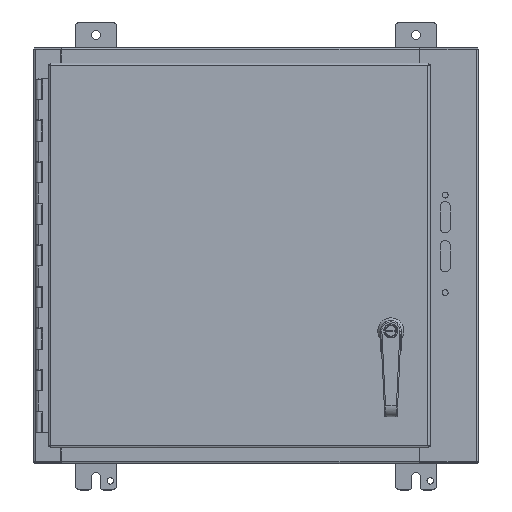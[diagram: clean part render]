
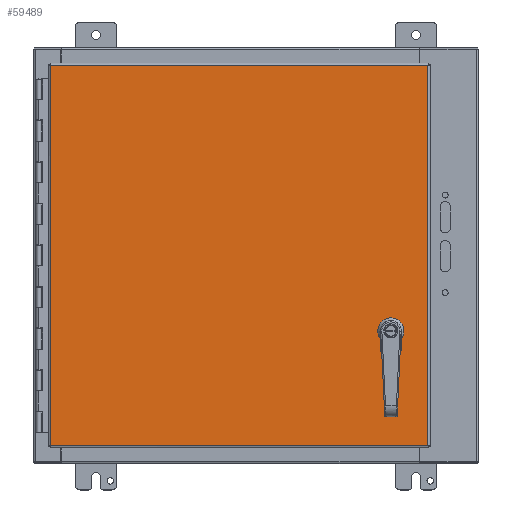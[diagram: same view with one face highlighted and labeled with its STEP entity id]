
A CAD part, top view. The second image highlights one B-rep face of the part: STEP entity #59489.
In plain terms, the highlighted planar face has unit normal (0, 0, 1).
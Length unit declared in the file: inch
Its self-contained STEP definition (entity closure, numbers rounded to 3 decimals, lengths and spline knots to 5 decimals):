
#632 = CIRCLE ( 'NONE', #45945, 0.453 ) ;
#1323 = ORIENTED_EDGE ( 'NONE', *, *, #59506, .T. ) ;
#1479 = EDGE_CURVE ( 'NONE', #15446, #35734, #39952, .T. ) ;
#3627 = VERTEX_POINT ( 'NONE', #45644 ) ;
#6275 = DIRECTION ( 'NONE',  ( 1., 0., 0. ) ) ;
#8258 = DIRECTION ( 'NONE',  ( 0., -1., 0. ) ) ;
#9084 = CARTESIAN_POINT ( 'NONE',  ( 17.57432, 10.0025, 10.875 ) ) ;
#9832 = CARTESIAN_POINT ( 'NONE',  ( 16.9617, 5.9775, 10.875 ) ) ;
#11230 = EDGE_CURVE ( 'NONE', #35734, #20469, #38048, .T. ) ;
#11243 = DIRECTION ( 'NONE',  ( 0., -1., 0. ) ) ;
#12081 = EDGE_LOOP ( 'NONE', ( #47397, #24996, #71604, #49323, #57453, #74274, #16873, #49744 ) ) ;
#12159 = FACE_OUTER_BOUND ( 'NONE', #75186, .T. ) ;
#13263 = CARTESIAN_POINT ( 'NONE',  ( 16.77432, 10.0025, 10.875 ) ) ;
#14693 = AXIS2_PLACEMENT_3D ( 'NONE', #53226, #66525, #41045 ) ;
#15446 = VERTEX_POINT ( 'NONE', #15792 ) ;
#15792 = CARTESIAN_POINT ( 'NONE',  ( 17.38694, 5.9775, 10.875 ) ) ;
#16372 = EDGE_CURVE ( 'NONE', #79472, #19207, #48120, .T. ) ;
#16873 = ORIENTED_EDGE ( 'NONE', *, *, #27269, .T. ) ;
#17662 = VERTEX_POINT ( 'NONE', #21266 ) ;
#18086 = VECTOR ( 'NONE', #8258, 39.37008 ) ;
#18109 = DIRECTION ( 'NONE',  ( -1., 0., 0. ) ) ;
#19028 = CARTESIAN_POINT ( 'NONE',  ( 9.88894, 10.0025, 10.875 ) ) ;
#19207 = VERTEX_POINT ( 'NONE', #42887 ) ;
#20469 = VERTEX_POINT ( 'NONE', #57011 ) ;
#20984 = EDGE_CURVE ( 'NONE', #3627, #79472, #57537, .T. ) ;
#21213 = LINE ( 'NONE', #9084, #18086 ) ;
#21266 = CARTESIAN_POINT ( 'NONE',  ( 17.57432, 6.59012, 10.875 ) ) ;
#21486 = DIRECTION ( 'NONE',  ( 0., 0., -1. ) ) ;
#23872 = DIRECTION ( 'NONE',  ( 0., 0., 1. ) ) ;
#24357 = CARTESIAN_POINT ( 'NONE',  ( 17.57432, 6.16488, 10.875 ) ) ;
#24996 = ORIENTED_EDGE ( 'NONE', *, *, #1479, .T. ) ;
#25615 = CARTESIAN_POINT ( 'NONE',  ( 17.17432, 6.3775, 10.875 ) ) ;
#25899 = CARTESIAN_POINT ( 'NONE',  ( 17.38694, 6.7775, 10.875 ) ) ;
#26104 = CIRCLE ( 'NONE', #59793, 0.453 ) ;
#26322 = EDGE_CURVE ( 'NONE', #58086, #15446, #26104, .T. ) ;
#26508 = CARTESIAN_POINT ( 'NONE',  ( 16.9617, 6.7775, 10.875 ) ) ;
#27269 = EDGE_CURVE ( 'NONE', #44862, #17662, #30012, .T. ) ;
#27794 = CARTESIAN_POINT ( 'NONE',  ( 18.95557, 0.85775, 10.875 ) ) ;
#28004 = AXIS2_PLACEMENT_3D ( 'NONE', #19028, #23872, #55126 ) ;
#29067 = VERTEX_POINT ( 'NONE', #27794 ) ;
#30012 = CIRCLE ( 'NONE', #75191, 0.453 ) ;
#32469 = DIRECTION ( 'NONE',  ( 1., 0., 0. ) ) ;
#32811 = CARTESIAN_POINT ( 'NONE',  ( 0.82232, 19.14725, 10.875 ) ) ;
#33605 = CARTESIAN_POINT ( 'NONE',  ( 16.77432, 6.59012, 10.875 ) ) ;
#33857 = ORIENTED_EDGE ( 'NONE', *, *, #70512, .T. ) ;
#34061 = DIRECTION ( 'NONE',  ( -1., 0., 0. ) ) ;
#34642 = DIRECTION ( 'NONE',  ( -1., 0., 0. ) ) ;
#35734 = VERTEX_POINT ( 'NONE', #9832 ) ;
#37110 = CARTESIAN_POINT ( 'NONE',  ( 9.88894, 0.85775, 10.875 ) ) ;
#38048 = CIRCLE ( 'NONE', #14693, 0.453 ) ;
#38664 = DIRECTION ( 'NONE',  ( 0., 0., -1. ) ) ;
#39952 = LINE ( 'NONE', #52933, #55298 ) ;
#40939 = VECTOR ( 'NONE', #11243, 39.37008 ) ;
#41045 = DIRECTION ( 'NONE',  ( -1., 0., 0. ) ) ;
#42199 = FACE_BOUND ( 'NONE', #12081, .T. ) ;
#42267 = VECTOR ( 'NONE', #74071, 39.37008 ) ;
#42887 = CARTESIAN_POINT ( 'NONE',  ( 0.82232, 0.85775, 10.875 ) ) ;
#43374 = VECTOR ( 'NONE', #6275, 39.37008 ) ;
#44094 = DIRECTION ( 'NONE',  ( 0., 1., 0. ) ) ;
#44862 = VERTEX_POINT ( 'NONE', #25899 ) ;
#45644 = CARTESIAN_POINT ( 'NONE',  ( 18.95557, 19.14725, 10.875 ) ) ;
#45945 = AXIS2_PLACEMENT_3D ( 'NONE', #64050, #21486, #34061 ) ;
#46194 = CARTESIAN_POINT ( 'NONE',  ( 9.88894, 19.14725, 10.875 ) ) ;
#47397 = ORIENTED_EDGE ( 'NONE', *, *, #26322, .T. ) ;
#48120 = LINE ( 'NONE', #72775, #40939 ) ;
#49323 = ORIENTED_EDGE ( 'NONE', *, *, #51214, .T. ) ;
#49463 = CARTESIAN_POINT ( 'NONE',  ( 18.95557, 10.0025, 10.875 ) ) ;
#49744 = ORIENTED_EDGE ( 'NONE', *, *, #65482, .T. ) ;
#51214 = EDGE_CURVE ( 'NONE', #20469, #61221, #63890, .T. ) ;
#52933 = CARTESIAN_POINT ( 'NONE',  ( 9.88894, 5.9775, 10.875 ) ) ;
#53226 = CARTESIAN_POINT ( 'NONE',  ( 17.17432, 6.3775, 10.875 ) ) ;
#54717 = PLANE ( 'NONE',  #28004 ) ;
#55126 = DIRECTION ( 'NONE',  ( 1., 0., 0. ) ) ;
#55298 = VECTOR ( 'NONE', #34642, 39.37008 ) ;
#56928 = VECTOR ( 'NONE', #32469, 39.37008 ) ;
#57011 = CARTESIAN_POINT ( 'NONE',  ( 16.77432, 6.16488, 10.875 ) ) ;
#57453 = ORIENTED_EDGE ( 'NONE', *, *, #80015, .T. ) ;
#57537 = LINE ( 'NONE', #46194, #77817 ) ;
#58031 = LINE ( 'NONE', #70133, #56928 ) ;
#58086 = VERTEX_POINT ( 'NONE', #24357 ) ;
#59489 = ADVANCED_FACE ( 'NONE', ( #42199, #12159 ), #54717, .T. ) ;
#59506 = EDGE_CURVE ( 'NONE', #29067, #3627, #67618, .T. ) ;
#59793 = AXIS2_PLACEMENT_3D ( 'NONE', #25615, #38664, #63325 ) ;
#59852 = CARTESIAN_POINT ( 'NONE',  ( 17.17432, 6.3775, 10.875 ) ) ;
#61221 = VERTEX_POINT ( 'NONE', #33605 ) ;
#62598 = EDGE_CURVE ( 'NONE', #63790, #44862, #58031, .T. ) ;
#63325 = DIRECTION ( 'NONE',  ( -1., 0., 0. ) ) ;
#63790 = VERTEX_POINT ( 'NONE', #26508 ) ;
#63890 = LINE ( 'NONE', #13263, #69569 ) ;
#64050 = CARTESIAN_POINT ( 'NONE',  ( 17.17432, 6.3775, 10.875 ) ) ;
#64807 = DIRECTION ( 'NONE',  ( -1., 0., 0. ) ) ;
#65482 = EDGE_CURVE ( 'NONE', #17662, #58086, #21213, .T. ) ;
#66172 = ORIENTED_EDGE ( 'NONE', *, *, #20984, .T. ) ;
#66292 = DIRECTION ( 'NONE',  ( 0., 0., -1. ) ) ;
#66525 = DIRECTION ( 'NONE',  ( 0., 0., -1. ) ) ;
#67618 = LINE ( 'NONE', #49463, #42267 ) ;
#69569 = VECTOR ( 'NONE', #44094, 39.37008 ) ;
#70133 = CARTESIAN_POINT ( 'NONE',  ( 9.88894, 6.7775, 10.875 ) ) ;
#70512 = EDGE_CURVE ( 'NONE', #19207, #29067, #73506, .T. ) ;
#71604 = ORIENTED_EDGE ( 'NONE', *, *, #11230, .T. ) ;
#72775 = CARTESIAN_POINT ( 'NONE',  ( 0.82232, 10.0025, 10.875 ) ) ;
#73506 = LINE ( 'NONE', #37110, #43374 ) ;
#74071 = DIRECTION ( 'NONE',  ( 0., 1., 0. ) ) ;
#74274 = ORIENTED_EDGE ( 'NONE', *, *, #62598, .T. ) ;
#75186 = EDGE_LOOP ( 'NONE', ( #75677, #33857, #1323, #66172 ) ) ;
#75191 = AXIS2_PLACEMENT_3D ( 'NONE', #59852, #66292, #18109 ) ;
#75677 = ORIENTED_EDGE ( 'NONE', *, *, #16372, .T. ) ;
#77817 = VECTOR ( 'NONE', #64807, 39.37008 ) ;
#79472 = VERTEX_POINT ( 'NONE', #32811 ) ;
#80015 = EDGE_CURVE ( 'NONE', #61221, #63790, #632, .T. ) ;
